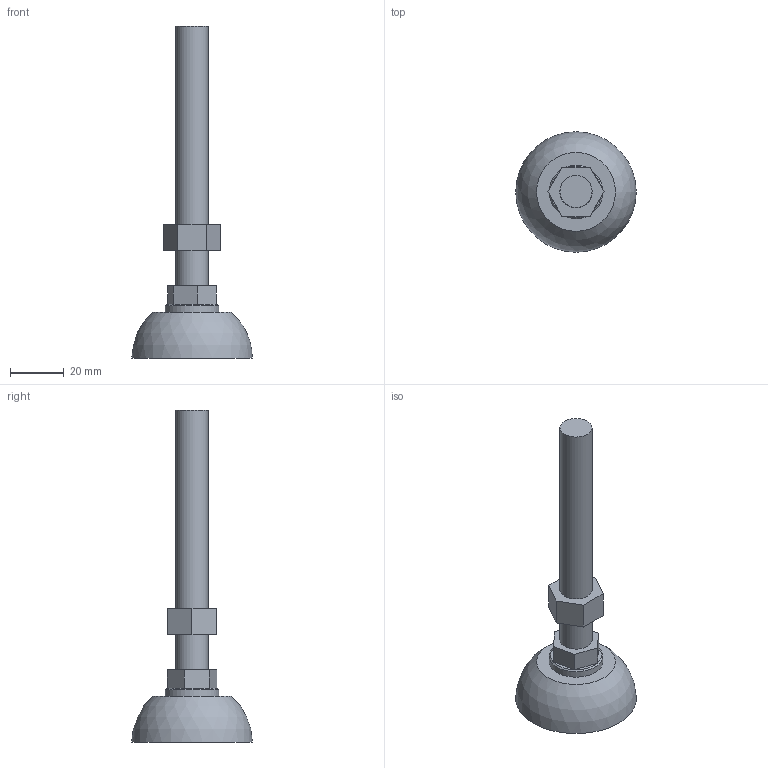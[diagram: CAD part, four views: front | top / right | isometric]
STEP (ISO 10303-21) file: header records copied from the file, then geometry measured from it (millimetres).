
FILE_DESCRIPTION((''),'2;1');
FILE_NAME('AR3078 noga stalowa D45 M12x90.stp','2016-04-22T10:45:20',('Konstruktor II'),(''),'Autodesk Inventor 2013','Autodesk Inventor 2013','');
FILE_SCHEMA(('AUTOMOTIVE_DESIGN { 1 0 10303 214 1 1 1 1 }'));
Length unit declared in the file: millimetre
Products named in the file (6): AR3078 noga stalowa D45 M12x90; AR3078 noga stalowa D45 M12x90 I; AR3078 noga stalowa D45 M12x90 II; AR3078 noga stalowa D45 M12x90 III; AR3078 noga stalowa D45 M12x90 IV; AR3078 noga stalowa D45 M12x90 V
Assembly tree (5 placements, depth 2):
  AR3078 noga stalowa D45 M12x90
    AR3078 noga stalowa D45 M12x90 I
    AR3078 noga stalowa D45 M12x90 II
    AR3078 noga stalowa D45 M12x90 III
    AR3078 noga stalowa D45 M12x90 IV
    AR3078 noga stalowa D45 M12x90 V
Bounding box: 45 x 45 x 124 mm (x, y, z)
Volume: 26774.4 mm3; surface area: 12907.8 mm2
Topology: 5 solids, 5 shells, 47 faces, 98 edges, 63 vertices
Faces by surface type: plane 30, cone 8, cylinder 7, sphere 2
Full cylindrical faces by diameter (mm): 4.917 x1, 6 x2, 7 x1, 10.106 x1, 12 x1, 20 x1
Entity records: 1326 total; most frequent: DIRECTION 220, CARTESIAN_POINT 198, ORIENTED_EDGE 158, AXIS2_PLACEMENT_3D 83, EDGE_CURVE 79, EDGE_LOOP 74, VERTEX_POINT 61, VECTOR 54
